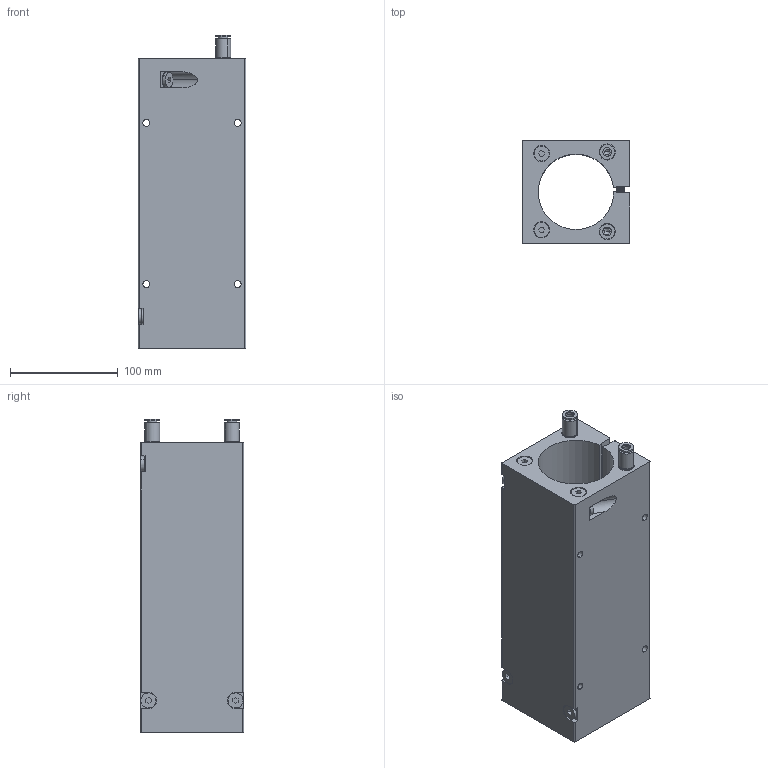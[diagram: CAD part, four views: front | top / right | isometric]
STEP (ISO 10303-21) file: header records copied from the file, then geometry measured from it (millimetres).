
FILE_DESCRIPTION (( 'STEP AP214' ), '1' );
FILE_NAME ('0186-0850_180920_PF11-70x270FC.STEP', '2018-09-20T11:21:47', ( '' ), ( '' ), 'SwSTEP 2.0', 'SolidWorks 2018', '' );
FILE_SCHEMA (( 'AUTOMOTIVE_DESIGN' ));
Length unit declared in the file: millimetre
Products named in the file (2): 0186-0850_180920_PF11-70x270FC
Bounding box: 100 x 96 x 291.5 mm (x, y, z)
Volume: 1479624.8 mm3; surface area: 231045.1 mm2
Topology: 28 solids, 28 shells, 2131 faces, 5193 edges, 3150 vertices
Faces by surface type: cone 760, cylinder 512, torus 408, plane 336, bspline 115
Entity records: 89185 total; most frequent: CARTESIAN_POINT 14108, DIRECTION 11815, ORIENTED_EDGE 10298, EDGE_CURVE 5149, AXIS2_PLACEMENT_3D 4909, VERTEX_POINT 3150, CIRCLE 2891, EDGE_LOOP 2257
